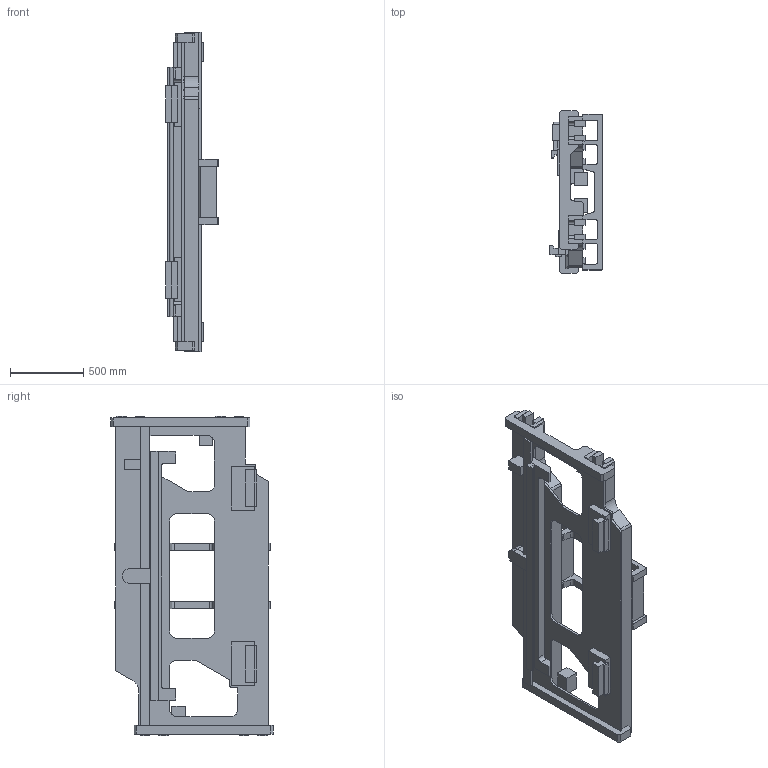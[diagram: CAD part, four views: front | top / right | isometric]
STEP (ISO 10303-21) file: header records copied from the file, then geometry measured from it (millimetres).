
FILE_DESCRIPTION (( 'STEP AP214' ), '1' );
FILE_NAME ('38724-imp3D.STEP', '2025-07-25T15:14:34', ( '' ), ( '' ), 'SwSTEP 2.0', 'SolidWorks 2023', '' );
FILE_SCHEMA (( 'AUTOMOTIVE_DESIGN' ));
Length unit declared in the file: millimetre
Products named in the file (24): 38724-103-imp3D; 38724-imp3D; 38724-182-imp3D; Pièce1^38724-imp3D; 38778-imp3D; 38774-imp3D; 38761-imp3D; 38779-imp3D_détail; 38763-imp3D; 38724-185-imp3D; 38724-115-imp3D; 38724-100-imp3D; 38793-1700-imp3D; 38724-200-imp3D; 38794-imp3D; 38775-imp3D; 38724-184-imp3D; 38724-181-imp3D; 38777-imp3D; 38724-180-imp3D; 38724-101-imp3D
Assembly tree (34 placements, depth 4):
  38724-imp3D
    38724-100-imp3D
      38724-101-imp3D
      38774-imp3D  x2
      38724-103-imp3D  x2
      38775-imp3D  x2
      38763-imp3D  x2
      38779-imp3D_détail
      38778-imp3D
      38724-115-imp3D  x2
      38724-180-imp3D  x2
        38724-181-imp3D
        38724-182-imp3D
        38724-182-imp3D
        38724-182-imp3D
        38724-182-imp3D
      38724-185-imp3D  x2
      38724-184-imp3D  x4
    38777-imp3D  x2
    38724-200-imp3D
      38761-imp3D
      38793-1700-imp3D
      38794-imp3D
    Pièce1^38724-imp3D
Bounding box: 357 x 1108 x 2180 mm (x, y, z)
Volume: 141878053.7 mm3; surface area: 13067034.6 mm2
Topology: 35 solids, 35 shells, 482 faces, 1236 edges, 824 vertices
Faces by surface type: plane 402, cylinder 80
Entity records: 9490 total; most frequent: CARTESIAN_POINT 1568, DIRECTION 1494, ORIENTED_EDGE 1476, EDGE_CURVE 738, LINE 626, VECTOR 626, VERTEX_POINT 492, AXIS2_PLACEMENT_3D 434
